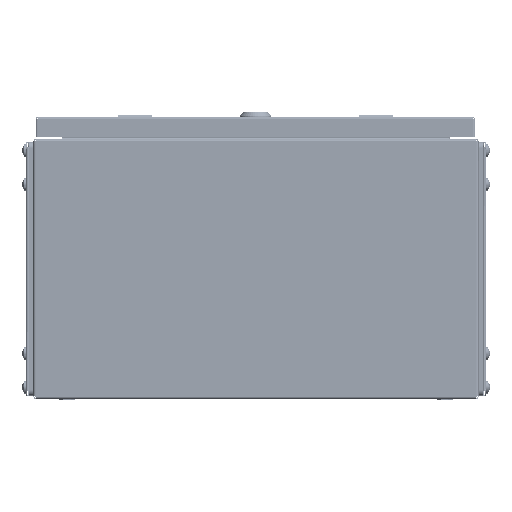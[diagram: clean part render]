
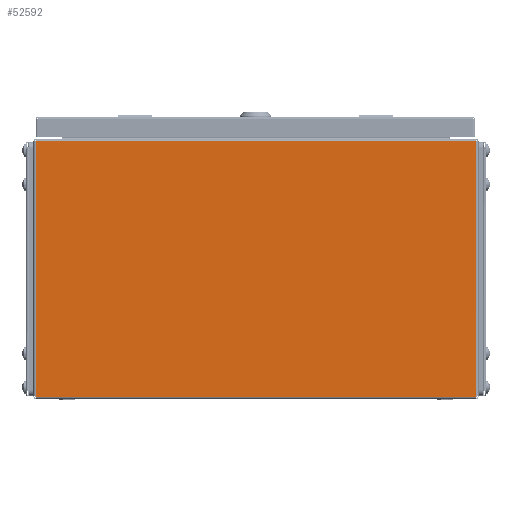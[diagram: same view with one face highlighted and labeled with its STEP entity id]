
A CAD part, left-side view. The second image highlights one B-rep face of the part: STEP entity #52592.
In plain terms, the highlighted planar face has unit normal (-1, 0, 0).
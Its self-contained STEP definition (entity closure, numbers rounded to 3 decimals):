
#1487 = DIRECTION ( 'NONE',  ( 0., 0., -1. ) ) ;
#1927 = FACE_OUTER_BOUND ( 'NONE', #65968, .T. ) ;
#2769 = DIRECTION ( 'NONE',  ( 1., 0., 0. ) ) ;
#3667 = CARTESIAN_POINT ( 'NONE',  ( -200., 195.5, 227.5 ) ) ;
#4161 = CARTESIAN_POINT ( 'NONE',  ( -200., 195.5, 1. ) ) ;
#6728 = LINE ( 'NONE', #59326, #48422 ) ;
#6851 = CARTESIAN_POINT ( 'NONE',  ( -200., 195.5, 1. ) ) ;
#11207 = CARTESIAN_POINT ( 'NONE',  ( -200., -195.5, 227.5 ) ) ;
#12827 = EDGE_CURVE ( 'NONE', #36513, #44710, #52705, .T. ) ;
#14205 = PLANE ( 'NONE',  #14661 ) ;
#14661 = AXIS2_PLACEMENT_3D ( 'NONE', #40944, #2769, #1487 ) ;
#15881 = ORIENTED_EDGE ( 'NONE', *, *, #83560, .T. ) ;
#26757 = VECTOR ( 'NONE', #46286, 1000. ) ;
#36513 = VERTEX_POINT ( 'NONE', #11207 ) ;
#40944 = CARTESIAN_POINT ( 'NONE',  ( -200., 0., 0. ) ) ;
#42419 = VERTEX_POINT ( 'NONE', #65768 ) ;
#44710 = VERTEX_POINT ( 'NONE', #3667 ) ;
#45399 = ORIENTED_EDGE ( 'NONE', *, *, #12827, .T. ) ;
#46286 = DIRECTION ( 'NONE',  ( 0., 1., 0. ) ) ;
#48422 = VECTOR ( 'NONE', #86053, 1000. ) ;
#52592 = ADVANCED_FACE ( 'NONE', ( #1927 ), #14205, .F. ) ;
#52705 = LINE ( 'NONE', #80283, #61924 ) ;
#58099 = EDGE_CURVE ( 'NONE', #42419, #63986, #79994, .T. ) ;
#59295 = DIRECTION ( 'NONE',  ( 0., 1., 0. ) ) ;
#59326 = CARTESIAN_POINT ( 'NONE',  ( -200., 195.5, 0. ) ) ;
#61307 = EDGE_CURVE ( 'NONE', #42419, #36513, #75303, .T. ) ;
#61924 = VECTOR ( 'NONE', #59295, 1000. ) ;
#63986 = VERTEX_POINT ( 'NONE', #4161 ) ;
#65768 = CARTESIAN_POINT ( 'NONE',  ( -200., -195.5, 1. ) ) ;
#65968 = EDGE_LOOP ( 'NONE', ( #45399, #15881, #73925, #77645 ) ) ;
#70033 = DIRECTION ( 'NONE',  ( 0., 0., 1. ) ) ;
#71830 = VECTOR ( 'NONE', #70033, 1000. ) ;
#73925 = ORIENTED_EDGE ( 'NONE', *, *, #58099, .F. ) ;
#75303 = LINE ( 'NONE', #83616, #71830 ) ;
#77645 = ORIENTED_EDGE ( 'NONE', *, *, #61307, .T. ) ;
#79994 = LINE ( 'NONE', #6851, #26757 ) ;
#80283 = CARTESIAN_POINT ( 'NONE',  ( -200., -195.5, 227.5 ) ) ;
#83560 = EDGE_CURVE ( 'NONE', #44710, #63986, #6728, .T. ) ;
#83616 = CARTESIAN_POINT ( 'NONE',  ( -200., -195.5, 0. ) ) ;
#86053 = DIRECTION ( 'NONE',  ( 0., 0., -1. ) ) ;
